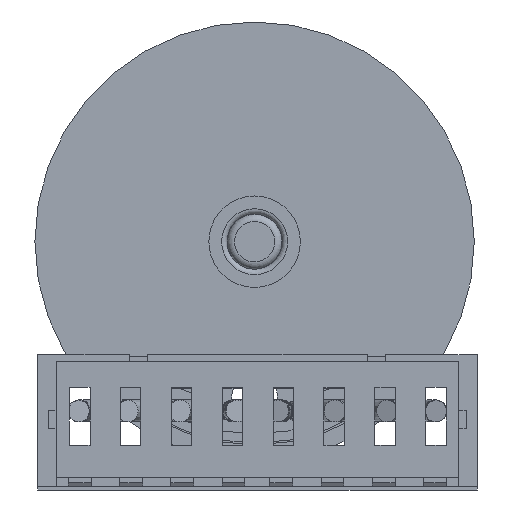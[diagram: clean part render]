
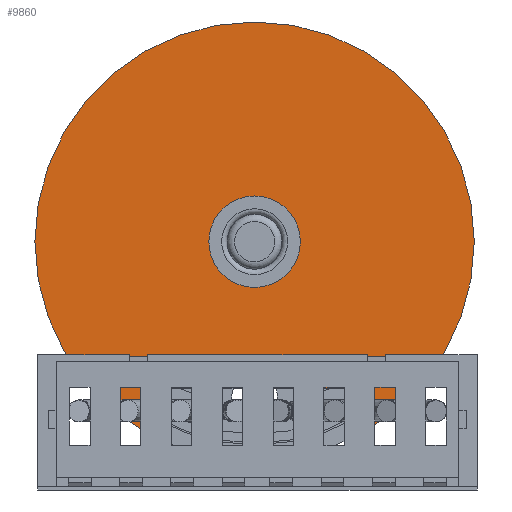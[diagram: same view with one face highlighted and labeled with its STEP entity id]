
A CAD part, front view. The second image highlights one B-rep face of the part: STEP entity #9860.
In plain terms, the highlighted planar face has unit normal (0, -1, 0).
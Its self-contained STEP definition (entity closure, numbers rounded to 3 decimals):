
#35 = EDGE_CURVE ( 'NONE', #5471, #6125, #10647, .T. ) ;
#194 = AXIS2_PLACEMENT_3D ( 'NONE', #5125, #2265, #1561 ) ;
#406 = VERTEX_POINT ( 'NONE', #11329 ) ;
#572 = PLANE ( 'NONE',  #194 ) ;
#1524 = CARTESIAN_POINT ( 'NONE',  ( 0., 0., -1.25 ) ) ;
#1561 = DIRECTION ( 'NONE',  ( 0., 0., -1. ) ) ;
#1783 = CARTESIAN_POINT ( 'NONE',  ( 4.3, 0., -3. ) ) ;
#1849 = CIRCLE ( 'NONE', #6332, 6. ) ;
#1910 = ORIENTED_EDGE ( 'NONE', *, *, #35, .T. ) ;
#2116 = EDGE_CURVE ( 'NONE', #406, #3666, #1849, .T. ) ;
#2265 = DIRECTION ( 'NONE',  ( 0., -1., 0. ) ) ;
#2296 = LINE ( 'NONE', #7600, #7271 ) ;
#2344 = DIRECTION ( 'NONE',  ( 0., 0., -1. ) ) ;
#2437 = FACE_BOUND ( 'NONE', #10523, .T. ) ;
#2625 = ORIENTED_EDGE ( 'NONE', *, *, #5897, .F. ) ;
#2703 = CARTESIAN_POINT ( 'NONE',  ( 0., 0., 0. ) ) ;
#2989 = DIRECTION ( 'NONE',  ( -1., 0., 0. ) ) ;
#3158 = VERTEX_POINT ( 'NONE', #1524 ) ;
#3164 = EDGE_CURVE ( 'NONE', #5471, #3666, #7998, .T. ) ;
#3313 = EDGE_CURVE ( 'NONE', #406, #5905, #7412, .T. ) ;
#3428 = FACE_OUTER_BOUND ( 'NONE', #6214, .T. ) ;
#3666 = VERTEX_POINT ( 'NONE', #9965 ) ;
#3724 = ORIENTED_EDGE ( 'NONE', *, *, #6518, .T. ) ;
#4278 = DIRECTION ( 'NONE',  ( 0., 0., -1. ) ) ;
#4338 = DIRECTION ( 'NONE',  ( 0., 0., -1. ) ) ;
#4397 = DIRECTION ( 'NONE',  ( 1., 0., 0. ) ) ;
#4831 = CIRCLE ( 'NONE', #5769, 0.3 ) ;
#4932 = DIRECTION ( 'NONE',  ( 0., 0., -1. ) ) ;
#5125 = CARTESIAN_POINT ( 'NONE',  ( 1.25, 0., 0. ) ) ;
#5471 = VERTEX_POINT ( 'NONE', #1783 ) ;
#5645 = AXIS2_PLACEMENT_3D ( 'NONE', #10648, #9726, #11406 ) ;
#5722 = EDGE_CURVE ( 'NONE', #10165, #6125, #2296, .T. ) ;
#5769 = AXIS2_PLACEMENT_3D ( 'NONE', #10258, #6077, #2344 ) ;
#5815 = CARTESIAN_POINT ( 'NONE',  ( 0., 0., 0. ) ) ;
#5897 = EDGE_CURVE ( 'NONE', #3158, #3158, #11350, .T. ) ;
#5905 = VERTEX_POINT ( 'NONE', #7887 ) ;
#6077 = DIRECTION ( 'NONE',  ( 0., 1., 0. ) ) ;
#6125 = VERTEX_POINT ( 'NONE', #10738 ) ;
#6214 = EDGE_LOOP ( 'NONE', ( #8524, #10368, #6268, #1910, #9287, #3724 ) ) ;
#6267 = DIRECTION ( 'NONE',  ( 0., -1., 0. ) ) ;
#6268 = ORIENTED_EDGE ( 'NONE', *, *, #3164, .F. ) ;
#6332 = AXIS2_PLACEMENT_3D ( 'NONE', #5815, #9352, #4932 ) ;
#6518 = EDGE_CURVE ( 'NONE', #10165, #5905, #4831, .T. ) ;
#7233 = CARTESIAN_POINT ( 'NONE',  ( 4., 0., 2.7 ) ) ;
#7271 = VECTOR ( 'NONE', #4278, 1000. ) ;
#7412 = LINE ( 'NONE', #10953, #8982 ) ;
#7458 = AXIS2_PLACEMENT_3D ( 'NONE', #2703, #6267, #4338 ) ;
#7600 = CARTESIAN_POINT ( 'NONE',  ( 4., 0., -3. ) ) ;
#7887 = CARTESIAN_POINT ( 'NONE',  ( 4.3, 0., 3. ) ) ;
#7998 = LINE ( 'NONE', #11483, #10644 ) ;
#8524 = ORIENTED_EDGE ( 'NONE', *, *, #3313, .F. ) ;
#8982 = VECTOR ( 'NONE', #2989, 1000. ) ;
#9287 = ORIENTED_EDGE ( 'NONE', *, *, #5722, .F. ) ;
#9352 = DIRECTION ( 'NONE',  ( 0., -1., 0. ) ) ;
#9726 = DIRECTION ( 'NONE',  ( 0., 1., 0. ) ) ;
#9860 = ADVANCED_FACE ( 'NONE', ( #3428, #2437 ), #572, .T. ) ;
#9965 = CARTESIAN_POINT ( 'NONE',  ( 5.196, 0., -3. ) ) ;
#10165 = VERTEX_POINT ( 'NONE', #7233 ) ;
#10258 = CARTESIAN_POINT ( 'NONE',  ( 4.3, 0., 2.7 ) ) ;
#10368 = ORIENTED_EDGE ( 'NONE', *, *, #2116, .T. ) ;
#10523 = EDGE_LOOP ( 'NONE', ( #2625 ) ) ;
#10644 = VECTOR ( 'NONE', #4397, 1000. ) ;
#10647 = CIRCLE ( 'NONE', #5645, 0.3 ) ;
#10648 = CARTESIAN_POINT ( 'NONE',  ( 4.3, 0., -2.7 ) ) ;
#10738 = CARTESIAN_POINT ( 'NONE',  ( 4., 0., -2.7 ) ) ;
#10953 = CARTESIAN_POINT ( 'NONE',  ( 8., 0., 3. ) ) ;
#11329 = CARTESIAN_POINT ( 'NONE',  ( 5.196, 0., 3. ) ) ;
#11350 = CIRCLE ( 'NONE', #7458, 1.25 ) ;
#11406 = DIRECTION ( 'NONE',  ( 0., 0., -1. ) ) ;
#11483 = CARTESIAN_POINT ( 'NONE',  ( 8., 0., -3. ) ) ;
